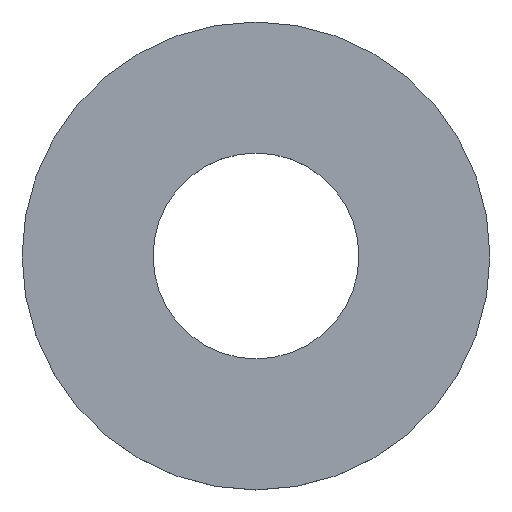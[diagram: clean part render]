
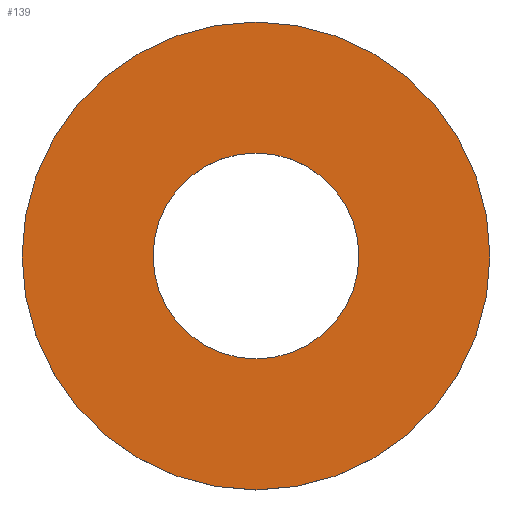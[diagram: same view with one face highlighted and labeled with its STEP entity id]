
A CAD part, top view. The second image highlights one B-rep face of the part: STEP entity #139.
In plain terms, the highlighted planar face has unit normal (0, 0, 1).
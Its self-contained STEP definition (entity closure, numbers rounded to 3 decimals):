
#7 = AXIS2_PLACEMENT_3D ( 'NONE', #67, #9, #48 ) ;
#9 = DIRECTION ( 'NONE',  ( 0., 0., 1. ) ) ;
#12 = ORIENTED_EDGE ( 'NONE', *, *, #208, .T. ) ;
#19 = AXIS2_PLACEMENT_3D ( 'NONE', #131, #133, #27 ) ;
#26 = DIRECTION ( 'NONE',  ( 1., 0., 0. ) ) ;
#27 = DIRECTION ( 'NONE',  ( 1., 0., 0. ) ) ;
#42 = DIRECTION ( 'NONE',  ( 0., 0., 1. ) ) ;
#48 = DIRECTION ( 'NONE',  ( 1., 0., 0. ) ) ;
#50 = PLANE ( 'NONE',  #19 ) ;
#63 = CARTESIAN_POINT ( 'NONE',  ( 2.5, 0., 0.15 ) ) ;
#65 = CARTESIAN_POINT ( 'NONE',  ( -1.1, 0., 0.15 ) ) ;
#67 = CARTESIAN_POINT ( 'NONE',  ( 0., 0., 0.15 ) ) ;
#68 = VERTEX_POINT ( 'NONE', #63 ) ;
#69 = CARTESIAN_POINT ( 'NONE',  ( 1.1, 0., 0.15 ) ) ;
#70 = AXIS2_PLACEMENT_3D ( 'NONE', #184, #201, #26 ) ;
#89 = AXIS2_PLACEMENT_3D ( 'NONE', #220, #199, #222 ) ;
#90 = CIRCLE ( 'NONE', #7, 1.1 ) ;
#101 = ORIENTED_EDGE ( 'NONE', *, *, #195, .T. ) ;
#105 = CIRCLE ( 'NONE', #146, 2.5 ) ;
#123 = EDGE_CURVE ( 'NONE', #182, #189, #196, .T. ) ;
#126 = VERTEX_POINT ( 'NONE', #240 ) ;
#131 = CARTESIAN_POINT ( 'NONE',  ( 0., 0., 0.15 ) ) ;
#133 = DIRECTION ( 'NONE',  ( 0., 0., 1. ) ) ;
#139 = ADVANCED_FACE ( 'NONE', ( #192, #147 ), #50, .T. ) ;
#146 = AXIS2_PLACEMENT_3D ( 'NONE', #151, #42, #181 ) ;
#147 = FACE_BOUND ( 'NONE', #236, .T. ) ;
#150 = CIRCLE ( 'NONE', #70, 2.5 ) ;
#151 = CARTESIAN_POINT ( 'NONE',  ( 0., 0., 0.15 ) ) ;
#162 = EDGE_CURVE ( 'NONE', #189, #182, #90, .T. ) ;
#163 = ORIENTED_EDGE ( 'NONE', *, *, #162, .F. ) ;
#164 = EDGE_LOOP ( 'NONE', ( #12, #101 ) ) ;
#181 = DIRECTION ( 'NONE',  ( 1., 0., 0. ) ) ;
#182 = VERTEX_POINT ( 'NONE', #65 ) ;
#184 = CARTESIAN_POINT ( 'NONE',  ( 0., 0., 0.15 ) ) ;
#189 = VERTEX_POINT ( 'NONE', #69 ) ;
#192 = FACE_OUTER_BOUND ( 'NONE', #164, .T. ) ;
#195 = EDGE_CURVE ( 'NONE', #68, #126, #105, .T. ) ;
#196 = CIRCLE ( 'NONE', #89, 1.1 ) ;
#199 = DIRECTION ( 'NONE',  ( 0., 0., 1. ) ) ;
#201 = DIRECTION ( 'NONE',  ( 0., 0., 1. ) ) ;
#206 = ORIENTED_EDGE ( 'NONE', *, *, #123, .F. ) ;
#208 = EDGE_CURVE ( 'NONE', #126, #68, #150, .T. ) ;
#220 = CARTESIAN_POINT ( 'NONE',  ( 0., 0., 0.15 ) ) ;
#222 = DIRECTION ( 'NONE',  ( 1., 0., 0. ) ) ;
#236 = EDGE_LOOP ( 'NONE', ( #206, #163 ) ) ;
#240 = CARTESIAN_POINT ( 'NONE',  ( -2.5, 0., 0.15 ) ) ;
